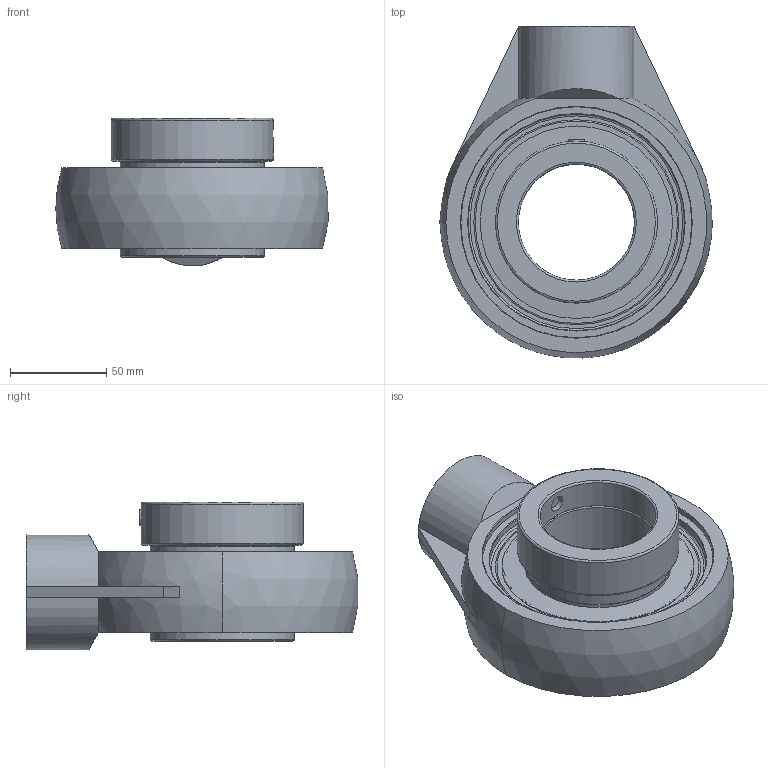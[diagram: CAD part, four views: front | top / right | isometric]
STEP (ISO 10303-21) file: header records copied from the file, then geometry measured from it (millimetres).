
FILE_DESCRIPTION(('HOOPS Exchange Step'),'2;1');
FILE_NAME('export-D2A2939F-6BF8-4663-B362-830C68782A2D.stp','2020-05-20T08:37:53-07:00',('dkerr'),('Alibre'),'HOOPS Exchange 2020.0','Alibre','Unknown authorisation');
FILE_SCHEMA( ('AP242_MANAGED_MODEL_BASED_3D_ENGINEERING_MIM_LF {1 0 10303 442 1 1 4 }') );
Length unit declared in the file: inch
Products named in the file (8): MRN SHAM L4L 212; SNC 212 (Ball Bearing); SNC 212 (Shield); SNC 212 (Setscrew); SNC 212-38 L4L (2.375inch) (Race); SNC 212-38 (Collar); MRN SNC 212-38 L4L (2.375inch); MRN SNCSHAM 212-38 L4L (2.375inch)
Assembly tree (8 placements, depth 3):
  MRN SNCSHAM 212-38 L4L (2.375inch)
    MRN SHAM L4L 212
    MRN SNC 212-38 L4L (2.375inch)
      SNC 212 (Ball Bearing)
      SNC 212 (Shield)  x2
      SNC 212 (Setscrew)
      SNC 212-38 L4L (2.375inch) (Race)
      SNC 212-38 (Collar)
Bounding box: 141.63 x 172.57 x 76.77 mm (x, y, z)
Volume: 523967.5 mm3; surface area: 145137.3 mm2
Topology: 17 solids, 17 shells, 138 faces, 369 edges, 242 vertices
Faces by surface type: plane 46, cylinder 38, sphere 19, torus 17, cone 14, bspline 4
Full cylindrical faces by diameter (mm): 8.382 x3, 31.75 x1, 60.325 x2, 72.034 x2, 74.93 x2, 75.565 x2, 76.327 x2, 84.201 x1, 93.935 x2, 100.076 x2, 112.635 x1, 114.635 x1, 120.1 x1
Entity records: 6422 total; most frequent: CARTESIAN_POINT 2890, DIRECTION 776, ORIENTED_EDGE 642, AXIS2_PLACEMENT_3D 338, EDGE_CURVE 321, VERTEX_POINT 228, CIRCLE 185, EDGE_LOOP 149
